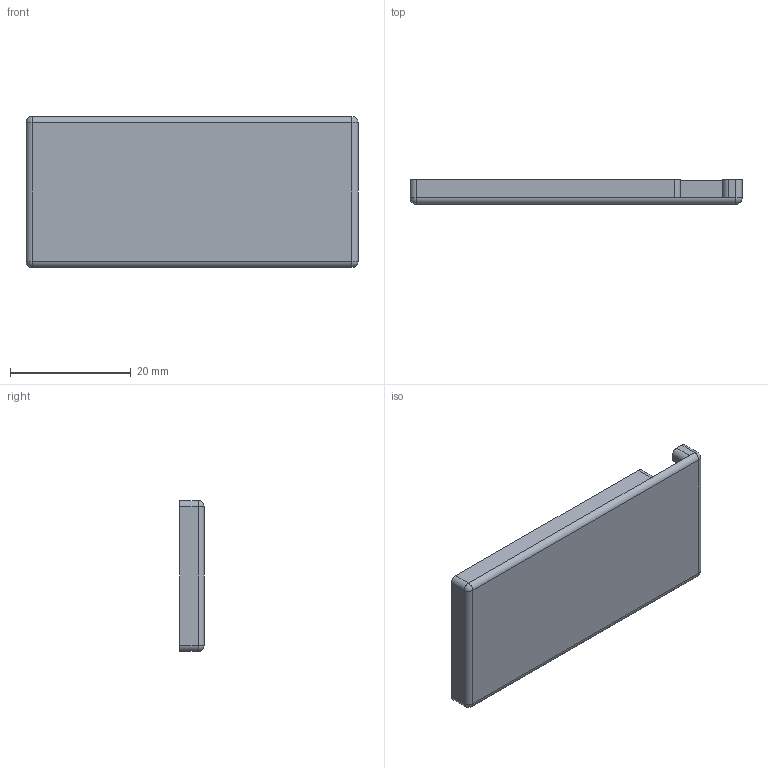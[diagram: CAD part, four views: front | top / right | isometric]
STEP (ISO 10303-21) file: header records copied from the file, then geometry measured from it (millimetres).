
FILE_DESCRIPTION(/* description */ (''),/* implementation_level */ '2;1');
FILE_NAME(/* name */ 'USB Keyboard Case.step',/* time_stamp */ '2025-12-15T21:08:23+11:00',/* author */ (''),/* organization */ (''),/* preprocessor_version */ 'ST-DEVELOPER v20.1',/* originating_system */ 'Autodesk Translation Framework v14.21.0.0',/* authorisation */ '');
FILE_SCHEMA (('AUTOMOTIVE_DESIGN { 1 0 10303 214 3 1 1 }'));
Length unit declared in the file: millimetre
Products named in the file (1): 2025-12-15-12-23-02-702
Bounding box: 55 x 4 x 25 mm (x, y, z)
Volume: 2121.2 mm3; surface area: 3722.2 mm2
Topology: 1 solids, 1 shells, 44 faces, 98 edges, 60 vertices
Faces by surface type: plane 24, cylinder 16, sphere 4
Full cylindrical faces by diameter (mm): 1.6 x4
Entity records: 1239 total; most frequent: DIRECTION 220, CARTESIAN_POINT 203, ORIENTED_EDGE 196, EDGE_CURVE 98, AXIS2_PLACEMENT_3D 77, LINE 66, VECTOR 66, VERTEX_POINT 60
